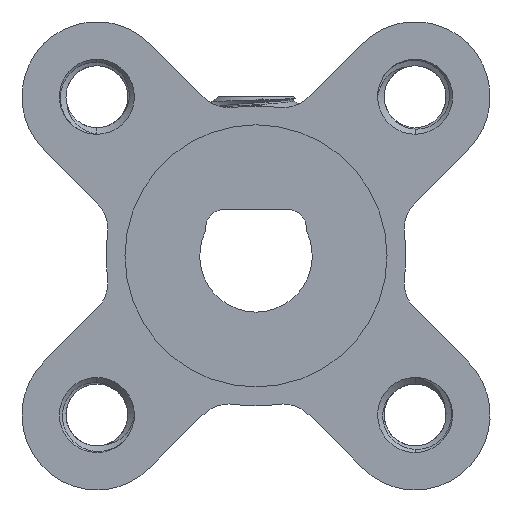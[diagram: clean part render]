
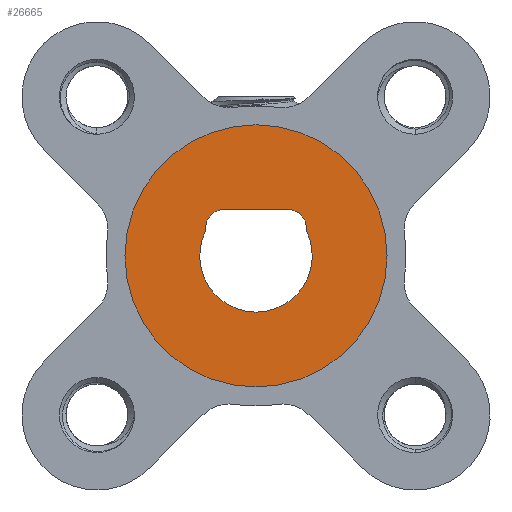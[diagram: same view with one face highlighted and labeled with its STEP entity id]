
A CAD part, front view. The second image highlights one B-rep face of the part: STEP entity #26665.
In plain terms, the highlighted planar face has unit normal (0, -1, 0).
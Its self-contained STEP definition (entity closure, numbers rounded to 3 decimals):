
#57 = VERTEX_POINT ( 'NONE', #19460 ) ;
#150 = CARTESIAN_POINT ( 'NONE',  ( -1.688, 0., 2.48 ) ) ;
#937 = AXIS2_PLACEMENT_3D ( 'NONE', #7384, #19914, #13754 ) ;
#1849 = CARTESIAN_POINT ( 'NONE',  ( 1.688, 0., 2.48 ) ) ;
#2315 = AXIS2_PLACEMENT_3D ( 'NONE', #6148, #21053, #6326 ) ;
#3801 = AXIS2_PLACEMENT_3D ( 'NONE', #18063, #22003, #17885 ) ;
#4647 = CARTESIAN_POINT ( 'NONE',  ( 0., 0., 6.99 ) ) ;
#4676 = CARTESIAN_POINT ( 'NONE',  ( 0., 0., 0. ) ) ;
#4821 = CARTESIAN_POINT ( 'NONE',  ( 0., 0., 0. ) ) ;
#4855 = AXIS2_PLACEMENT_3D ( 'NONE', #13851, #9872, #22375 ) ;
#5221 = AXIS2_PLACEMENT_3D ( 'NONE', #15778, #24318, #9404 ) ;
#5587 = ORIENTED_EDGE ( 'NONE', *, *, #15355, .F. ) ;
#5854 = VERTEX_POINT ( 'NONE', #18580 ) ;
#5921 = VERTEX_POINT ( 'NONE', #8144 ) ;
#6088 = CARTESIAN_POINT ( 'NONE',  ( 0., 0., -3. ) ) ;
#6148 = CARTESIAN_POINT ( 'NONE',  ( -1.688, 0., 1.48 ) ) ;
#6255 = CIRCLE ( 'NONE', #8650, 3. ) ;
#6275 = FACE_BOUND ( 'NONE', #16211, .T. ) ;
#6326 = DIRECTION ( 'NONE',  ( 0., 0., -1. ) ) ;
#6711 = DIRECTION ( 'NONE',  ( 0., 0., -1. ) ) ;
#7177 = ORIENTED_EDGE ( 'NONE', *, *, #24795, .F. ) ;
#7384 = CARTESIAN_POINT ( 'NONE',  ( 0., 0., 0. ) ) ;
#8144 = CARTESIAN_POINT ( 'NONE',  ( 2.679, 0., 1.349 ) ) ;
#8333 = CIRCLE ( 'NONE', #5221, 6.99 ) ;
#8650 = AXIS2_PLACEMENT_3D ( 'NONE', #4821, #9082, #25924 ) ;
#9082 = DIRECTION ( 'NONE',  ( 0., -1., 0. ) ) ;
#9404 = DIRECTION ( 'NONE',  ( 0., 0., 1. ) ) ;
#9872 = DIRECTION ( 'NONE',  ( 0., 1., 0. ) ) ;
#11208 = CIRCLE ( 'NONE', #2315, 1. ) ;
#11312 = VERTEX_POINT ( 'NONE', #4647 ) ;
#11613 = ORIENTED_EDGE ( 'NONE', *, *, #25728, .T. ) ;
#11644 = EDGE_LOOP ( 'NONE', ( #14791, #7177 ) ) ;
#11975 = EDGE_CURVE ( 'NONE', #57, #11312, #8333, .T. ) ;
#12030 = EDGE_CURVE ( 'NONE', #5921, #22081, #23835, .T. ) ;
#13206 = CIRCLE ( 'NONE', #18488, 3. ) ;
#13754 = DIRECTION ( 'NONE',  ( 0., 0., 1. ) ) ;
#13851 = CARTESIAN_POINT ( 'NONE',  ( 0., 0., 0. ) ) ;
#14115 = ORIENTED_EDGE ( 'NONE', *, *, #27278, .F. ) ;
#14791 = ORIENTED_EDGE ( 'NONE', *, *, #11975, .F. ) ;
#15355 = EDGE_CURVE ( 'NONE', #5854, #22983, #6255, .T. ) ;
#15778 = CARTESIAN_POINT ( 'NONE',  ( 0., 0., 0. ) ) ;
#16070 = PLANE ( 'NONE',  #4855 ) ;
#16211 = EDGE_LOOP ( 'NONE', ( #11613, #16328, #14115, #5587, #19085 ) ) ;
#16328 = ORIENTED_EDGE ( 'NONE', *, *, #12030, .F. ) ;
#17490 = LINE ( 'NONE', #24702, #20119 ) ;
#17885 = DIRECTION ( 'NONE',  ( 0., 0., -1. ) ) ;
#18063 = CARTESIAN_POINT ( 'NONE',  ( 1.688, 0., 1.48 ) ) ;
#18488 = AXIS2_PLACEMENT_3D ( 'NONE', #4676, #23472, #6711 ) ;
#18580 = CARTESIAN_POINT ( 'NONE',  ( -2.679, 0., 1.349 ) ) ;
#19085 = ORIENTED_EDGE ( 'NONE', *, *, #25233, .T. ) ;
#19460 = CARTESIAN_POINT ( 'NONE',  ( 0., 0., -6.99 ) ) ;
#19914 = DIRECTION ( 'NONE',  ( 0., 1., 0. ) ) ;
#20119 = VECTOR ( 'NONE', #20649, 1000. ) ;
#20649 = DIRECTION ( 'NONE',  ( 1., 0., 0. ) ) ;
#20699 = CIRCLE ( 'NONE', #937, 6.99 ) ;
#21053 = DIRECTION ( 'NONE',  ( 0., 1., 0. ) ) ;
#22003 = DIRECTION ( 'NONE',  ( 0., -1., 0. ) ) ;
#22081 = VERTEX_POINT ( 'NONE', #1849 ) ;
#22308 = VERTEX_POINT ( 'NONE', #150 ) ;
#22375 = DIRECTION ( 'NONE',  ( 0., 0., 1. ) ) ;
#22983 = VERTEX_POINT ( 'NONE', #6088 ) ;
#23472 = DIRECTION ( 'NONE',  ( 0., -1., 0. ) ) ;
#23761 = FACE_OUTER_BOUND ( 'NONE', #11644, .T. ) ;
#23835 = CIRCLE ( 'NONE', #3801, 1. ) ;
#24318 = DIRECTION ( 'NONE',  ( 0., 1., 0. ) ) ;
#24702 = CARTESIAN_POINT ( 'NONE',  ( 0., 0., 2.48 ) ) ;
#24795 = EDGE_CURVE ( 'NONE', #11312, #57, #20699, .T. ) ;
#25233 = EDGE_CURVE ( 'NONE', #5854, #22308, #11208, .T. ) ;
#25728 = EDGE_CURVE ( 'NONE', #22308, #22081, #17490, .T. ) ;
#25924 = DIRECTION ( 'NONE',  ( 0., 0., -1. ) ) ;
#26665 = ADVANCED_FACE ( 'NONE', ( #23761, #6275 ), #16070, .F. ) ;
#27278 = EDGE_CURVE ( 'NONE', #22983, #5921, #13206, .T. ) ;
